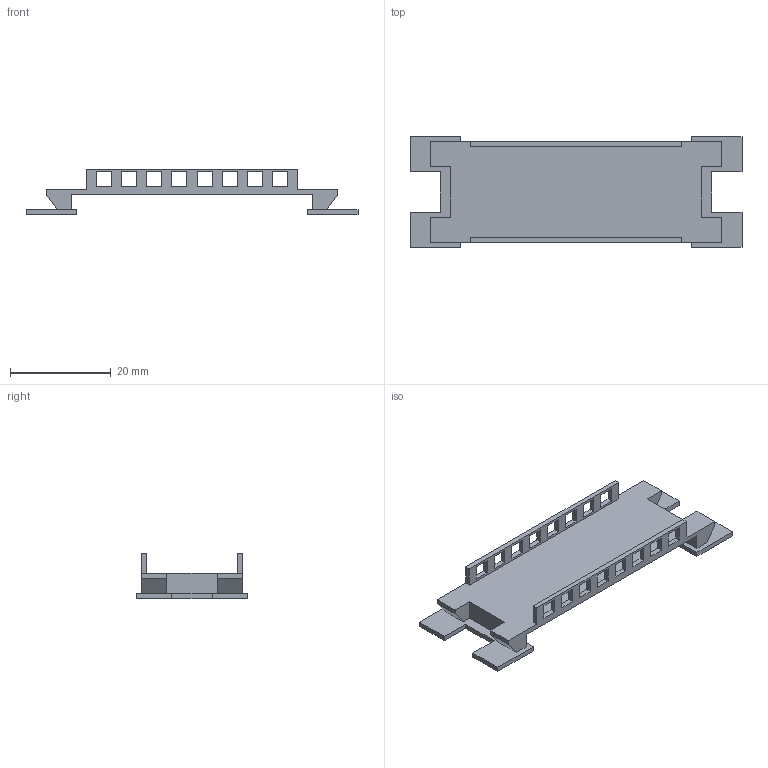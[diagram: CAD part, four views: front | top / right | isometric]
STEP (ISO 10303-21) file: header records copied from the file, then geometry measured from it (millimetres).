
FILE_DESCRIPTION(('Open CASCADE Model'),'2;1');
FILE_NAME('Open CASCADE Shape Model','2025-08-27T17:36:09',('Author'),( 'Open CASCADE'),'Open CASCADE STEP processor 7.7','Open CASCADE 7.7' ,'Unknown');
FILE_SCHEMA(('AUTOMOTIVE_DESIGN { 1 0 10303 214 1 1 1 1 }'));
Length unit declared in the file: millimetre
Products named in the file (1): Open CASCADE STEP translator 7.7 1
Bounding box: 66 x 22 x 9 mm (x, y, z)
Volume: 1908.5 mm3; surface area: 3905 mm2
Topology: 1 solids, 1 shells, 112 faces, 324 edges, 216 vertices
Faces by surface type: plane 112
Entity records: 7774 total; most frequent: CARTESIAN_POINT 1421, DIRECTION 1078, LINE 852, VECTOR 852, ORIENTED_EDGE 648, PCURVE 648, DEFINITIONAL_REPRESENTATION 648, EDGE_CURVE 324
